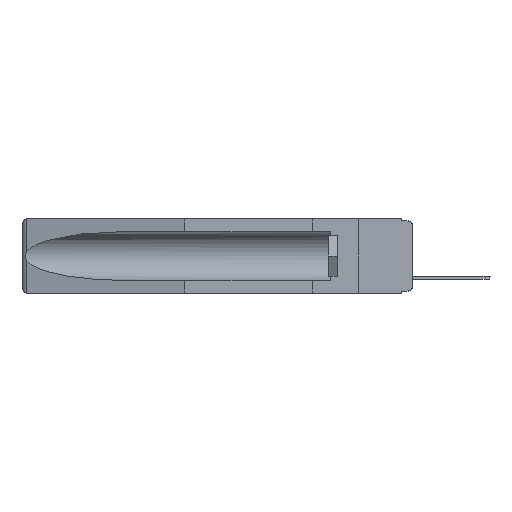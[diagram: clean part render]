
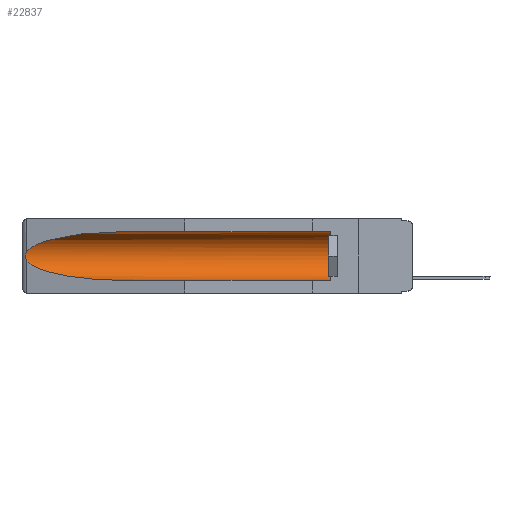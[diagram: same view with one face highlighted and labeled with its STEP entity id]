
A CAD part, left-side view. The second image highlights one B-rep face of the part: STEP entity #22837.
In plain terms, the highlighted cylindrical face has radius 2.857 mm (diameter 5.715 mm), a partial arc.
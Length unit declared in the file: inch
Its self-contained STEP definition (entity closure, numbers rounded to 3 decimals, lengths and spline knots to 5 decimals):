
#258 = CARTESIAN_POINT ( 'NONE',  ( 0.155, 1.07973, -0.284 ) ) ;
#353 = CARTESIAN_POINT ( 'NONE',  ( 0.26654, 1.53092, -0.15636 ) ) ;
#611 = VERTEX_POINT ( 'NONE', #3828 ) ;
#1198 = VERTEX_POINT ( 'NONE', #9618 ) ;
#1278 = DIRECTION ( 'NONE',  ( 0., 1., 0. ) ) ;
#1645 = CARTESIAN_POINT ( 'NONE',  ( 0.155, -0.30754, -0.284 ) ) ;
#2836 =( BOUNDED_CURVE ( )  B_SPLINE_CURVE ( 3, ( #17127, #20589, #7233, #258 ),
 .UNSPECIFIED., .F., .F. ) 
 B_SPLINE_CURVE_WITH_KNOTS ( ( 4, 4 ),
 ( 0.1948, 1.5708 ),
 .UNSPECIFIED. ) 
 CURVE ( )  GEOMETRIC_REPRESENTATION_ITEM ( )  RATIONAL_B_SPLINE_CURVE ( ( 1., 0.848, 0.848, 1. ) ) 
 REPRESENTATION_ITEM ( '' )  );
#3040 = ORIENTED_EDGE ( 'NONE', *, *, #18208, .T. ) ;
#3257 = AXIS2_PLACEMENT_3D ( 'NONE', #14857, #14611, #9046 ) ;
#3724 = VERTEX_POINT ( 'NONE', #19959 ) ;
#3828 = CARTESIAN_POINT ( 'NONE',  ( 0.155, 0.126, -0.284 ) ) ;
#4092 = CARTESIAN_POINT ( 'NONE',  ( 0.26537, 1.52718, -0.14972 ) ) ;
#4284 = VECTOR ( 'NONE', #12687, 39.37008 ) ;
#5003 = CYLINDRICAL_SURFACE ( 'NONE', #22259, 0.1125 ) ;
#5374 = ORIENTED_EDGE ( 'NONE', *, *, #22058, .T. ) ;
#6090 = CARTESIAN_POINT ( 'NONE',  ( 0.25451, 1.48313, -0.09465 ) ) ;
#6515 = CARTESIAN_POINT ( 'NONE',  ( 0.155, -0.30754, -0.059 ) ) ;
#7163 = ORIENTED_EDGE ( 'NONE', *, *, #9809, .T. ) ;
#7177 = EDGE_CURVE ( 'NONE', #17314, #10564, #19641, .T. ) ;
#7233 = CARTESIAN_POINT ( 'NONE',  ( 0.21114, 1.30732, -0.284 ) ) ;
#8840 = DIRECTION ( 'NONE',  ( 0., 0., 1. ) ) ;
#9001 = ORIENTED_EDGE ( 'NONE', *, *, #16434, .F. ) ;
#9046 = DIRECTION ( 'NONE',  ( 0., 0., 1. ) ) ;
#9082 = ORIENTED_EDGE ( 'NONE', *, *, #7177, .T. ) ;
#9574 = CARTESIAN_POINT ( 'NONE',  ( 0.21114, 1.30732, -0.059 ) ) ;
#9618 = CARTESIAN_POINT ( 'NONE',  ( 0.26537, 1.52718, -0.14972 ) ) ;
#9809 = EDGE_CURVE ( 'NONE', #13111, #3724, #2836, .T. ) ;
#10454 = CARTESIAN_POINT ( 'NONE',  ( 0.155, -0.30754, -0.1715 ) ) ;
#10564 = VERTEX_POINT ( 'NONE', #20048 ) ;
#11174 = CIRCLE ( 'NONE', #3257, 0.1125 ) ;
#11613 = CARTESIAN_POINT ( 'NONE',  ( 0.155, 0.126, -0.059 ) ) ;
#11646 = CARTESIAN_POINT ( 'NONE',  ( 0.2673, 1.53269, -0.17917 ) ) ;
#12295 = B_SPLINE_CURVE_WITH_KNOTS ( 'NONE', 3,
 ( #4092, #19447, #353, #15343, #24318, #24200, #11646, #15222, #18631, #13630 ),
 .UNSPECIFIED., .F., .F.,
 ( 4, 2, 2, 2, 4 ),
 ( 0., 0.00029, 0.00058, 0.00087, 0.00117 ),
 .UNSPECIFIED. ) ;
#12687 = DIRECTION ( 'NONE',  ( 0., 1., 0. ) ) ;
#13111 = VERTEX_POINT ( 'NONE', #14141 ) ;
#13523 = CARTESIAN_POINT ( 'NONE',  ( 0.26537, 1.52718, -0.14972 ) ) ;
#13630 = CARTESIAN_POINT ( 'NONE',  ( 0.26537, 1.52718, -0.19328 ) ) ;
#14141 = CARTESIAN_POINT ( 'NONE',  ( 0.26537, 1.52718, -0.19328 ) ) ;
#14611 = DIRECTION ( 'NONE',  ( 0., -1., 0. ) ) ;
#14857 = CARTESIAN_POINT ( 'NONE',  ( 0.155, 0.126, -0.1715 ) ) ;
#15222 = CARTESIAN_POINT ( 'NONE',  ( 0.26655, 1.53094, -0.18657 ) ) ;
#15244 = CARTESIAN_POINT ( 'NONE',  ( 0.155, 1.07973, -0.059 ) ) ;
#15343 = CARTESIAN_POINT ( 'NONE',  ( 0.2673, 1.5327, -0.16383 ) ) ;
#15687 = VECTOR ( 'NONE', #19759, 39.37008 ) ;
#16434 = EDGE_CURVE ( 'NONE', #611, #3724, #22326, .T. ) ;
#16501 = EDGE_CURVE ( 'NONE', #10564, #1198, #23872, .T. ) ;
#17127 = CARTESIAN_POINT ( 'NONE',  ( 0.26537, 1.52718, -0.19328 ) ) ;
#17314 = VERTEX_POINT ( 'NONE', #11613 ) ;
#18208 = EDGE_CURVE ( 'NONE', #1198, #13111, #12295, .T. ) ;
#18631 = CARTESIAN_POINT ( 'NONE',  ( 0.26597, 1.5296, -0.19026 ) ) ;
#19447 = CARTESIAN_POINT ( 'NONE',  ( 0.26597, 1.52961, -0.15275 ) ) ;
#19641 = LINE ( 'NONE', #6515, #15687 ) ;
#19759 = DIRECTION ( 'NONE',  ( 0., 1., 0. ) ) ;
#19959 = CARTESIAN_POINT ( 'NONE',  ( 0.155, 1.07973, -0.284 ) ) ;
#20048 = CARTESIAN_POINT ( 'NONE',  ( 0.155, 1.07973, -0.059 ) ) ;
#20432 = ORIENTED_EDGE ( 'NONE', *, *, #16501, .T. ) ;
#20589 = CARTESIAN_POINT ( 'NONE',  ( 0.25451, 1.48313, -0.24835 ) ) ;
#22058 = EDGE_CURVE ( 'NONE', #611, #17314, #11174, .T. ) ;
#22085 = EDGE_LOOP ( 'NONE', ( #20432, #3040, #7163, #9001, #5374, #9082 ) ) ;
#22259 = AXIS2_PLACEMENT_3D ( 'NONE', #10454, #1278, #8840 ) ;
#22326 = LINE ( 'NONE', #1645, #4284 ) ;
#22837 = ADVANCED_FACE ( 'NONE', ( #23936 ), #5003, .F. ) ;
#23872 =( BOUNDED_CURVE ( )  B_SPLINE_CURVE ( 3, ( #15244, #9574, #6090, #13523 ),
 .UNSPECIFIED., .F., .F. ) 
 B_SPLINE_CURVE_WITH_KNOTS ( ( 4, 4 ),
 ( 4.71239, 6.08839 ),
 .UNSPECIFIED. ) 
 CURVE ( )  GEOMETRIC_REPRESENTATION_ITEM ( )  RATIONAL_B_SPLINE_CURVE ( ( 1., 0.848, 0.848, 1. ) ) 
 REPRESENTATION_ITEM ( '' )  );
#23936 = FACE_OUTER_BOUND ( 'NONE', #22085, .T. ) ;
#24200 = CARTESIAN_POINT ( 'NONE',  ( 0.2675, 1.53308, -0.17534 ) ) ;
#24318 = CARTESIAN_POINT ( 'NONE',  ( 0.2675, 1.53308, -0.16763 ) ) ;
